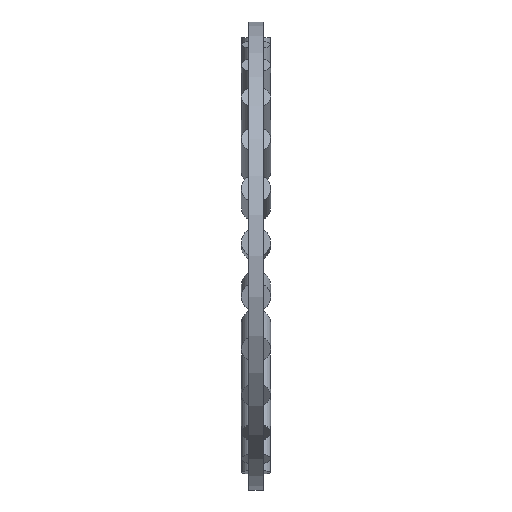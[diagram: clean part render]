
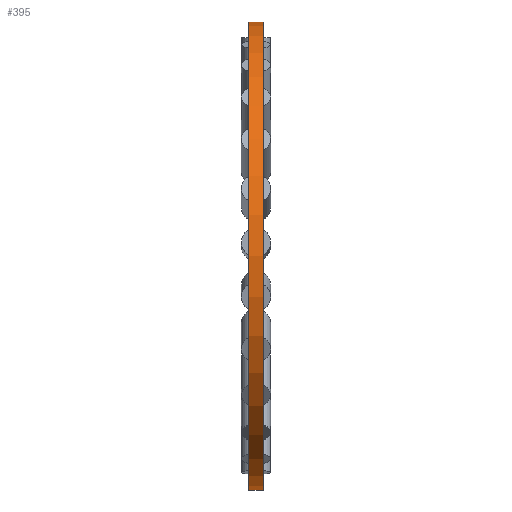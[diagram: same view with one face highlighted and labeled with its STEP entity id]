
A CAD part, left-side view. The second image highlights one B-rep face of the part: STEP entity #395.
In plain terms, the highlighted cylindrical face has radius 15.875 mm (diameter 31.75 mm), a partial arc.
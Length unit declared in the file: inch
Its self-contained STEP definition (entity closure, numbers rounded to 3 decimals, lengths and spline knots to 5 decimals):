
#245 = LINE ( 'NONE', #2318, #1744 ) ;
#304 = EDGE_CURVE ( 'NONE', #1047, #3813, #6519, .T. ) ;
#395 = ADVANCED_FACE ( 'NONE', ( #4810 ), #6017, .T. ) ;
#410 = CARTESIAN_POINT ( 'NONE',  ( 0., -0.01875, 0. ) ) ;
#748 = DIRECTION ( 'NONE',  ( 0., -1., 0. ) ) ;
#809 = EDGE_CURVE ( 'NONE', #3813, #3922, #6676, .T. ) ;
#949 = CARTESIAN_POINT ( 'NONE',  ( 0., 0.01875, 0.625 ) ) ;
#1004 = DIRECTION ( 'NONE',  ( 0., 0., 1. ) ) ;
#1028 = DIRECTION ( 'NONE',  ( 0., 0., -1. ) ) ;
#1047 = VERTEX_POINT ( 'NONE', #949 ) ;
#1178 = VERTEX_POINT ( 'NONE', #1940 ) ;
#1332 = CARTESIAN_POINT ( 'NONE',  ( 0., -0.01875, -0.625 ) ) ;
#1543 = CARTESIAN_POINT ( 'NONE',  ( 0., 0.01875, 0. ) ) ;
#1666 = ORIENTED_EDGE ( 'NONE', *, *, #304, .T. ) ;
#1744 = VECTOR ( 'NONE', #5517, 39.37008 ) ;
#1940 = CARTESIAN_POINT ( 'NONE',  ( 0., -0.01875, 0.625 ) ) ;
#2071 = CARTESIAN_POINT ( 'NONE',  ( 0., -0.03906, 0. ) ) ;
#2088 = DIRECTION ( 'NONE',  ( 0., -1., 0. ) ) ;
#2133 = DIRECTION ( 'NONE',  ( 0., 0., -1. ) ) ;
#2318 = CARTESIAN_POINT ( 'NONE',  ( 0., -0.03906, 0.625 ) ) ;
#2719 = EDGE_LOOP ( 'NONE', ( #2923, #1666, #6486, #5922 ) ) ;
#2823 = CARTESIAN_POINT ( 'NONE',  ( 0., -0.03906, -0.625 ) ) ;
#2923 = ORIENTED_EDGE ( 'NONE', *, *, #4026, .F. ) ;
#3587 = EDGE_CURVE ( 'NONE', #3922, #1178, #6710, .T. ) ;
#3813 = VERTEX_POINT ( 'NONE', #4441 ) ;
#3922 = VERTEX_POINT ( 'NONE', #1332 ) ;
#4002 = AXIS2_PLACEMENT_3D ( 'NONE', #2071, #2088, #1028 ) ;
#4026 = EDGE_CURVE ( 'NONE', #1047, #1178, #245, .T. ) ;
#4079 = AXIS2_PLACEMENT_3D ( 'NONE', #410, #4295, #1004 ) ;
#4295 = DIRECTION ( 'NONE',  ( 0., 1., 0. ) ) ;
#4441 = CARTESIAN_POINT ( 'NONE',  ( 0., 0.01875, -0.625 ) ) ;
#4810 = FACE_OUTER_BOUND ( 'NONE', #2719, .T. ) ;
#5338 = DIRECTION ( 'NONE',  ( 0., -1., 0. ) ) ;
#5517 = DIRECTION ( 'NONE',  ( 0., -1., 0. ) ) ;
#5613 = VECTOR ( 'NONE', #748, 39.37008 ) ;
#5922 = ORIENTED_EDGE ( 'NONE', *, *, #3587, .T. ) ;
#6017 = CYLINDRICAL_SURFACE ( 'NONE', #4002, 0.625 ) ;
#6486 = ORIENTED_EDGE ( 'NONE', *, *, #809, .T. ) ;
#6519 = CIRCLE ( 'NONE', #6915, 0.625 ) ;
#6676 = LINE ( 'NONE', #2823, #5613 ) ;
#6710 = CIRCLE ( 'NONE', #4079, 0.625 ) ;
#6915 = AXIS2_PLACEMENT_3D ( 'NONE', #1543, #5338, #2133 ) ;
